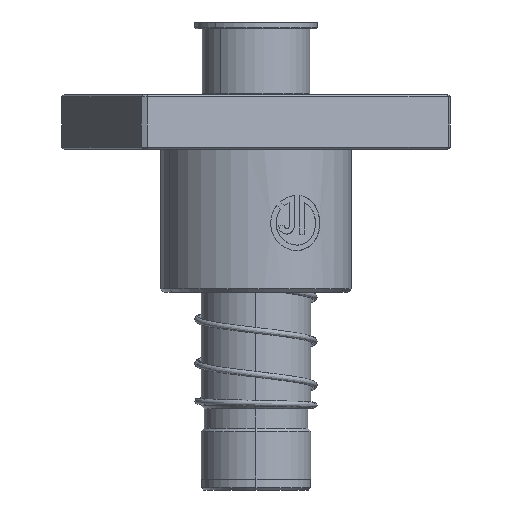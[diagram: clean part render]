
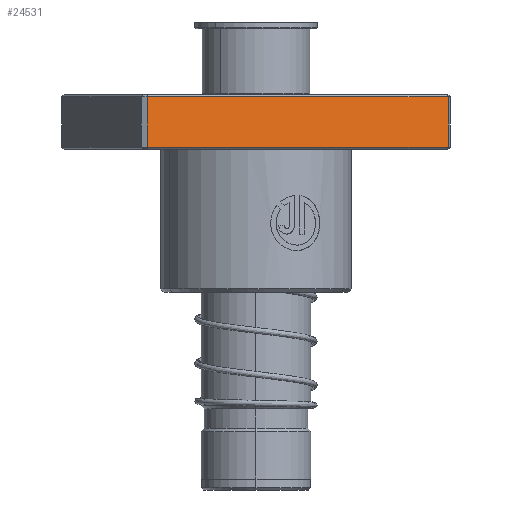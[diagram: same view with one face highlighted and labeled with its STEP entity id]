
A CAD part, left-side view. The second image highlights one B-rep face of the part: STEP entity #24531.
In plain terms, the highlighted face is planar.
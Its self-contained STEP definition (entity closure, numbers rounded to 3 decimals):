
#578 = CARTESIAN_POINT ( 'NONE',  ( -75.5, 45., 25. ) ) ;
#624 = AXIS2_PLACEMENT_3D ( 'NONE', #43653, #1373, #22127 ) ;
#704 = EDGE_CURVE ( 'NONE', #40221, #31459, #29020, .T. ) ;
#1070 = EDGE_LOOP ( 'NONE', ( #40782, #30205, #4768, #42171 ) ) ;
#1373 = DIRECTION ( 'NONE',  ( 0., -1., 0. ) ) ;
#1924 = CARTESIAN_POINT ( 'NONE',  ( -75.5, 45., 1. ) ) ;
#3735 = LINE ( 'NONE', #31483, #39350 ) ;
#4152 = FACE_OUTER_BOUND ( 'NONE', #1070, .T. ) ;
#4768 = ORIENTED_EDGE ( 'NONE', *, *, #7265, .F. ) ;
#5053 = DIRECTION ( 'NONE',  ( 0., 0., -1. ) ) ;
#7265 = EDGE_CURVE ( 'NONE', #23342, #31459, #39476, .T. ) ;
#7840 = VECTOR ( 'NONE', #5053, 1000. ) ;
#9510 = VERTEX_POINT ( 'NONE', #27446 ) ;
#13515 = EDGE_CURVE ( 'NONE', #23342, #9510, #3735, .T. ) ;
#19549 = VECTOR ( 'NONE', #24042, 1000. ) ;
#20290 = DIRECTION ( 'NONE',  ( 1., 0., 0. ) ) ;
#22127 = DIRECTION ( 'NONE',  ( 0., 0., -1. ) ) ;
#23342 = VERTEX_POINT ( 'NONE', #27882 ) ;
#24042 = DIRECTION ( 'NONE',  ( -1., 0., 0. ) ) ;
#24531 = ADVANCED_FACE ( 'NONE', ( #4152 ), #43802, .F. ) ;
#27446 = CARTESIAN_POINT ( 'NONE',  ( 75.5, 45., 24. ) ) ;
#27882 = CARTESIAN_POINT ( 'NONE',  ( -75.5, 45., 24. ) ) ;
#29015 = EDGE_CURVE ( 'NONE', #9510, #40221, #32845, .T. ) ;
#29020 = LINE ( 'NONE', #34515, #19549 ) ;
#29469 = CARTESIAN_POINT ( 'NONE',  ( 75.5, 45., 25. ) ) ;
#29959 = VECTOR ( 'NONE', #37090, 1000. ) ;
#30205 = ORIENTED_EDGE ( 'NONE', *, *, #704, .T. ) ;
#31459 = VERTEX_POINT ( 'NONE', #1924 ) ;
#31483 = CARTESIAN_POINT ( 'NONE',  ( 75.5, 45., 24. ) ) ;
#32845 = LINE ( 'NONE', #29469, #7840 ) ;
#34515 = CARTESIAN_POINT ( 'NONE',  ( -75.5, 45., 1. ) ) ;
#37090 = DIRECTION ( 'NONE',  ( 0., 0., -1. ) ) ;
#38090 = CARTESIAN_POINT ( 'NONE',  ( 75.5, 45., 1. ) ) ;
#39350 = VECTOR ( 'NONE', #20290, 1000. ) ;
#39476 = LINE ( 'NONE', #578, #29959 ) ;
#40221 = VERTEX_POINT ( 'NONE', #38090 ) ;
#40782 = ORIENTED_EDGE ( 'NONE', *, *, #29015, .T. ) ;
#42171 = ORIENTED_EDGE ( 'NONE', *, *, #13515, .T. ) ;
#43653 = CARTESIAN_POINT ( 'NONE',  ( -75.5, 45., 25. ) ) ;
#43802 = PLANE ( 'NONE',  #624 ) ;
